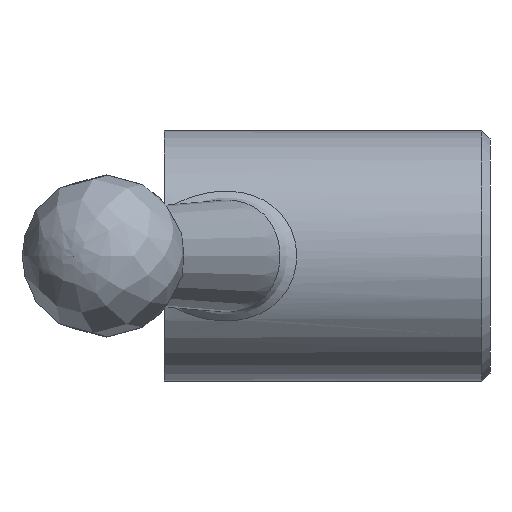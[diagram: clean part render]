
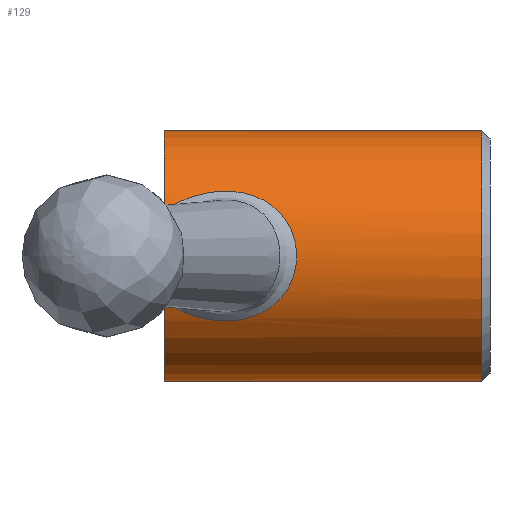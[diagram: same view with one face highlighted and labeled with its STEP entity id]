
A CAD part, left-side view. The second image highlights one B-rep face of the part: STEP entity #129.
In plain terms, the highlighted cylindrical face has radius 15 mm (diameter 30 mm), a full revolution.
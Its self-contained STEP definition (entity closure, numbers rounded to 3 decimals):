
#114=CYLINDRICAL_SURFACE('',#351,15.);
#117=B_SPLINE_CURVE_WITH_KNOTS('',3,(#448,#449,#450,#451,#452,#453,#454,
#455,#456,#457,#458,#459,#460,#461,#462,#463,#464,#465),.UNSPECIFIED.,.F.,
.F.,(4,2,2,2,2,2,2,2,4),(0.,0.125,0.25,0.375,0.5,0.625,0.75,0.875,1.),.UNSPECIFIED.);
#118=B_SPLINE_CURVE_WITH_KNOTS('',3,(#469,#470,#471,#472,#473,#474,#475,
#476,#477,#478,#479,#480,#481,#482,#483,#484,#485,#486),.UNSPECIFIED.,.F.,
.F.,(4,2,2,2,2,2,2,2,4),(0.,0.125,0.25,0.375,0.5,0.625,0.75,0.875,1.),.UNSPECIFIED.);
#129=ADVANCED_FACE('',(#151,#152),#114,.T.);
#151=FACE_BOUND('',#186,.T.);
#152=FACE_BOUND('',#187,.T.);
#186=EDGE_LOOP('',(#218));
#187=EDGE_LOOP('',(#219,#220,#221,#222));
#218=ORIENTED_EDGE('',*,*,#299,.F.);
#219=ORIENTED_EDGE('',*,*,#300,.T.);
#220=ORIENTED_EDGE('',*,*,#301,.T.);
#221=ORIENTED_EDGE('',*,*,#302,.T.);
#222=ORIENTED_EDGE('',*,*,#303,.T.);
#276=VERTEX_POINT('',#444);
#277=VERTEX_POINT('',#446);
#278=VERTEX_POINT('',#447);
#279=VERTEX_POINT('',#466);
#280=VERTEX_POINT('',#468);
#299=EDGE_CURVE('',#276,#276,#328,.T.);
#300=EDGE_CURVE('',#277,#278,#329,.T.);
#301=EDGE_CURVE('',#278,#279,#117,.T.);
#302=EDGE_CURVE('',#279,#280,#330,.T.);
#303=EDGE_CURVE('',#280,#277,#118,.T.);
#328=CIRCLE('',#348,15.);
#329=CIRCLE('',#349,15.);
#330=CIRCLE('',#350,15.);
#348=AXIS2_PLACEMENT_3D('',#443,#383,#384);
#349=AXIS2_PLACEMENT_3D('',#445,#385,#386);
#350=AXIS2_PLACEMENT_3D('',#467,#387,#388);
#351=AXIS2_PLACEMENT_3D('',#487,#389,#390);
#383=DIRECTION('',(0.,-1.,0.));
#384=DIRECTION('',(0.,0.,-1.));
#385=DIRECTION('',(0.,-1.,0.));
#386=DIRECTION('',(0.,0.,-1.));
#387=DIRECTION('',(0.,-1.,0.));
#388=DIRECTION('',(0.,0.,-1.));
#389=DIRECTION('',(0.,-1.,0.));
#390=DIRECTION('',(0.,0.,-1.));
#443=CARTESIAN_POINT('',(601.5,397.5,0.));
#444=CARTESIAN_POINT('',(601.5,397.5,-15.));
#445=CARTESIAN_POINT('',(601.5,435.5,0.));
#446=CARTESIAN_POINT('',(615.493,435.5,5.404));
#447=CARTESIAN_POINT('',(587.507,435.5,5.404));
#448=CARTESIAN_POINT('',(587.507,435.5,5.404));
#449=CARTESIAN_POINT('',(587.899,434.105,6.419));
#450=CARTESIAN_POINT('',(588.276,432.505,7.093));
#451=CARTESIAN_POINT('',(588.7,429.106,7.833));
#452=CARTESIAN_POINT('',(588.727,427.291,7.88));
#453=CARTESIAN_POINT('',(588.243,423.9,7.036));
#454=CARTESIAN_POINT('',(587.739,422.379,6.131));
#455=CARTESIAN_POINT('',(586.844,420.233,3.485));
#456=CARTESIAN_POINT('',(586.5,419.627,1.759));
#457=CARTESIAN_POINT('',(586.5,419.627,-1.756));
#458=CARTESIAN_POINT('',(586.843,420.232,-3.48));
#459=CARTESIAN_POINT('',(587.737,422.373,-6.126));
#460=CARTESIAN_POINT('',(588.238,423.877,-7.026));
#461=CARTESIAN_POINT('',(588.727,427.279,-7.88));
#462=CARTESIAN_POINT('',(588.703,429.079,-7.837));
#463=CARTESIAN_POINT('',(588.277,432.507,-7.095));
#464=CARTESIAN_POINT('',(587.899,434.106,-6.418));
#465=CARTESIAN_POINT('',(587.507,435.5,-5.404));
#466=CARTESIAN_POINT('',(587.507,435.5,-5.404));
#467=CARTESIAN_POINT('',(601.5,435.5,0.));
#468=CARTESIAN_POINT('',(615.493,435.5,-5.404));
#469=CARTESIAN_POINT('',(615.493,435.5,-5.404));
#470=CARTESIAN_POINT('',(615.101,434.105,-6.419));
#471=CARTESIAN_POINT('',(614.724,432.505,-7.093));
#472=CARTESIAN_POINT('',(614.3,429.106,-7.833));
#473=CARTESIAN_POINT('',(614.273,427.291,-7.88));
#474=CARTESIAN_POINT('',(614.757,423.9,-7.036));
#475=CARTESIAN_POINT('',(615.261,422.379,-6.131));
#476=CARTESIAN_POINT('',(616.156,420.233,-3.485));
#477=CARTESIAN_POINT('',(616.5,419.627,-1.759));
#478=CARTESIAN_POINT('',(616.5,419.627,1.756));
#479=CARTESIAN_POINT('',(616.157,420.232,3.48));
#480=CARTESIAN_POINT('',(615.263,422.373,6.126));
#481=CARTESIAN_POINT('',(614.762,423.877,7.026));
#482=CARTESIAN_POINT('',(614.273,427.279,7.88));
#483=CARTESIAN_POINT('',(614.297,429.079,7.837));
#484=CARTESIAN_POINT('',(614.723,432.507,7.095));
#485=CARTESIAN_POINT('',(615.101,434.106,6.418));
#486=CARTESIAN_POINT('',(615.493,435.5,5.404));
#487=CARTESIAN_POINT('',(601.5,385.5,0.));
